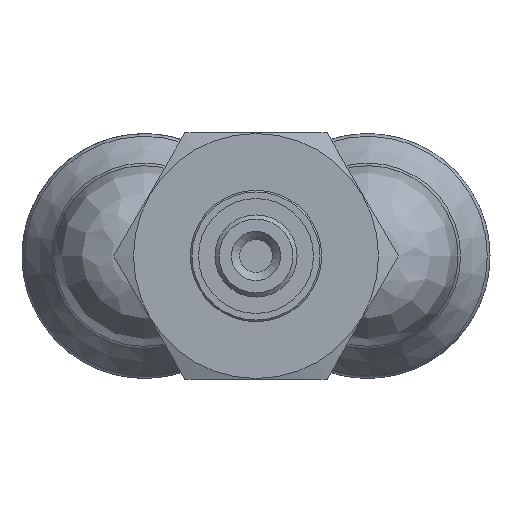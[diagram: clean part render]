
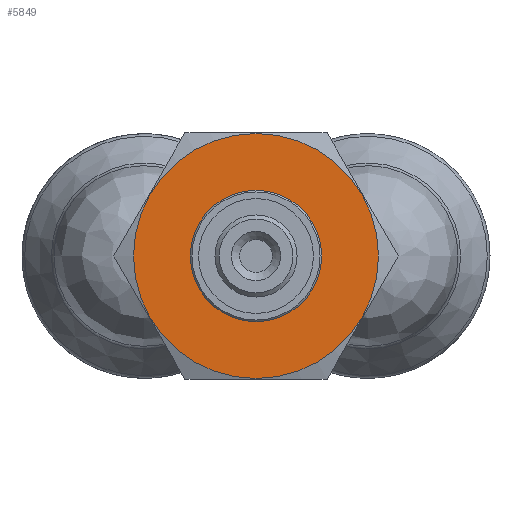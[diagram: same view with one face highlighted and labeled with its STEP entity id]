
A CAD part, front view. The second image highlights one B-rep face of the part: STEP entity #5849.
In plain terms, the highlighted face is planar.
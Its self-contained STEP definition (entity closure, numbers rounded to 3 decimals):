
#5371=CARTESIAN_POINT('',(-19.6,4.,0.0));
#5372=VERTEX_POINT('',#5371);
#5373=CARTESIAN_POINT('',(-19.6,0.,0.0));
#5374=DIRECTION('',(1.0,0.0,0.0));
#5375=DIRECTION('',(0.0,1.0,0.0));
#5376=AXIS2_PLACEMENT_3D('',#5373,#5374,#5375);
#5377=CIRCLE('',#5376,4.0);
#5378=EDGE_CURVE('',#5372,#5372,#5377,.T.);
#5551=CARTESIAN_POINT('',(-19.6,7.46,0.0));
#5552=VERTEX_POINT('',#5551);
#5553=CARTESIAN_POINT('',(-19.6,0.,0.0));
#5554=DIRECTION('',(-1.0,0.0,0.0));
#5555=DIRECTION('',(0.0,1.0,0.0));
#5556=AXIS2_PLACEMENT_3D('',#5553,#5554,#5555);
#5557=CIRCLE('',#5556,7.46);
#5558=EDGE_CURVE('',#5552,#5552,#5557,.T.);
#5838=CARTESIAN_POINT('',(-19.6,5.75,0.0));
#5839=DIRECTION('',(-1.0,0.0,0.0));
#5840=DIRECTION('',(0.0,0.0,1.0));
#5841=AXIS2_PLACEMENT_3D('',#5838,#5839,#5840);
#5842=PLANE('',#5841);
#5843=ORIENTED_EDGE('',*,*,#5558,.T.);
#5844=EDGE_LOOP('',(#5843));
#5845=FACE_OUTER_BOUND('',#5844,.T.);
#5846=ORIENTED_EDGE('',*,*,#5378,.T.);
#5847=EDGE_LOOP('',(#5846));
#5848=FACE_BOUND('',#5847,.T.);
#5849=ADVANCED_FACE('',(#5845,#5848),#5842,.T.);
